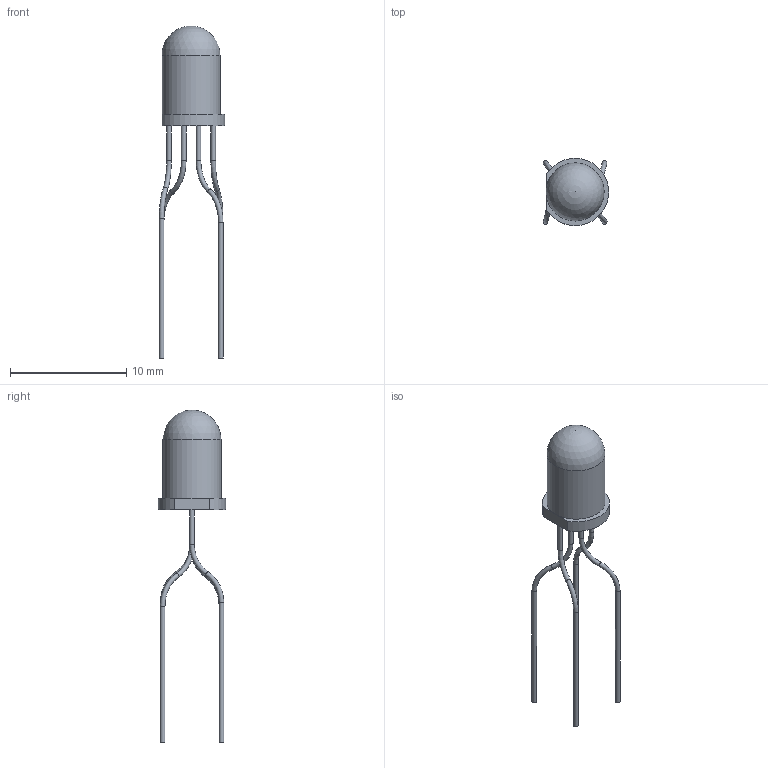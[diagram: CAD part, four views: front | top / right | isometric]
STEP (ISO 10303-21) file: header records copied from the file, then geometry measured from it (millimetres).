
FILE_DESCRIPTION(('FreeCAD Model'),'2;1');
FILE_NAME('Open CASCADE Shape Model','2023-04-19T13:41:33',( 'kicad StepUp'),('ksu MCAD'),'Open CASCADE STEP processor 7.5', 'FreeCAD','Unknown');
FILE_SCHEMA(('AUTOMOTIVE_DESIGN { 1 0 10303 214 1 1 1 1 }'));
Length unit declared in the file: millimetre
Products named in the file (6): Part; Sweep; Sweep001; Sweep002; Sweep003; Body
Assembly tree (5 placements, depth 2):
  Part
    Sweep
    Sweep001
    Sweep002
    Sweep003
    Body
Bounding box: 5.64 x 5.8 x 28.6 mm (x, y, z)
Volume: 169.1 mm3; surface area: 275.8 mm2
Topology: 5 solids, 5 shells, 30 faces, 48 edges, 27 vertices
Faces by surface type: plane 11, cylinder 10, torus 8, sphere 1
Full cylindrical faces by diameter (mm): 0.4 x8, 5 x1
Entity records: 828 total; most frequent: DIRECTION 152, CARTESIAN_POINT 110, ORIENTED_EDGE 94, AXIS2_PLACEMENT_3D 69, EDGE_CURVE 47, CIRCLE 33, FACE_BOUND 31, EDGE_LOOP 31
